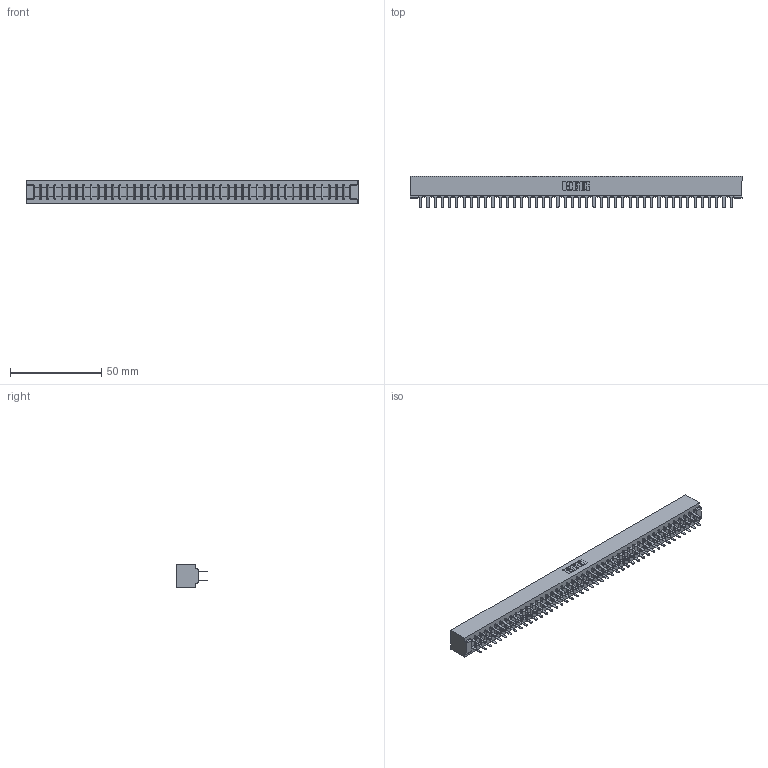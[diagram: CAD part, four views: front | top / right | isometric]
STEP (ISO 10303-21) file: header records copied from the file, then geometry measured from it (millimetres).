
FILE_DESCRIPTION (( 'STEP AP203' ), '1' );
FILE_NAME ('807-088-520-201.STEP', '2021-07-20T20:37:51', ( '' ), ( '' ), 'SwSTEP 2.0', 'SolidWorks 2020', '' );
FILE_SCHEMA (( 'CONFIG_CONTROL_DESIGN' ));
Length unit declared in the file: inch
Products named in the file (3): 307-290-001_520; 807 Part_No Mounting Lugs; 807-088-520-201
Assembly tree (89 placements, depth 2):
  807-088-520-201
    807 Part_No Mounting Lugs
    307-290-001_520  x88
Bounding box: 182.22 x 17.42 x 12.7 mm (x, y, z)
Volume: 20003.1 mm3; surface area: 24971.6 mm2
Topology: 89 solids, 89 shells, 4203 faces, 11739 edges, 7586 vertices
Faces by surface type: plane 2794, cylinder 1319, sphere 90
Entity records: 38572 total; most frequent: CARTESIAN_POINT 6304, ORIENTED_EDGE 6246, DIRECTION 6173, EDGE_CURVE 3123, VECTOR 2399, LINE 2399, VERTEX_POINT 2018, AXIS2_PLACEMENT_3D 1887
